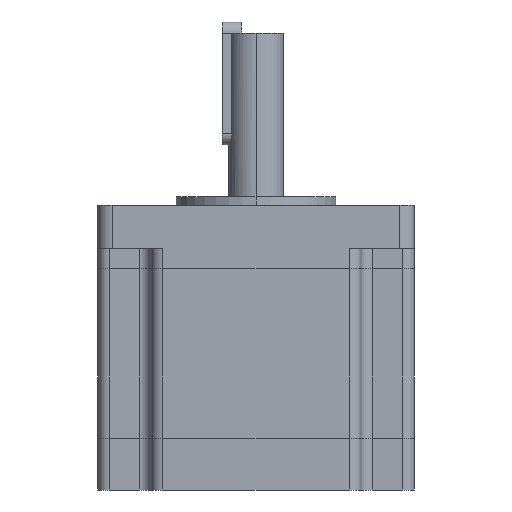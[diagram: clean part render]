
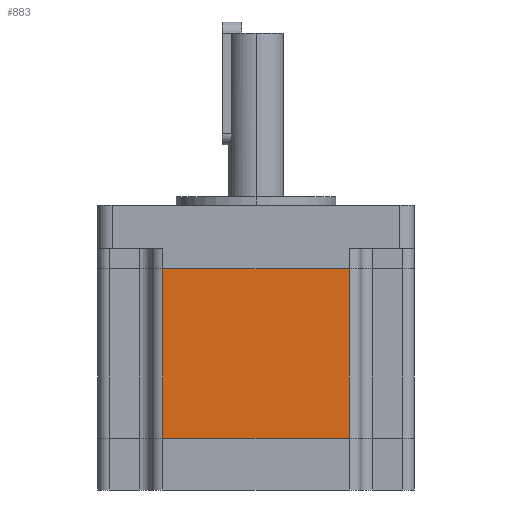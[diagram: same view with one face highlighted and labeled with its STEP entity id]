
A CAD part, left-side view. The second image highlights one B-rep face of the part: STEP entity #883.
In plain terms, the highlighted planar face has unit normal (-1, 0, 0).
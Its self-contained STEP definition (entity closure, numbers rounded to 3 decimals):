
#8 = EDGE_CURVE ( 'NONE', #3618, #3942, #826, .T. ) ;
#183 = CARTESIAN_POINT ( 'NONE',  ( -55., 32.5, 18. ) ) ;
#298 = PLANE ( 'NONE',  #761 ) ;
#446 = VECTOR ( 'NONE', #1465, 1000. ) ;
#478 = DIRECTION ( 'NONE',  ( 0., -1., 0. ) ) ;
#608 = CARTESIAN_POINT ( 'NONE',  ( -55., 32.5, 18. ) ) ;
#747 = ORIENTED_EDGE ( 'NONE', *, *, #2570, .T. ) ;
#761 = AXIS2_PLACEMENT_3D ( 'NONE', #1271, #3742, #1857 ) ;
#826 = LINE ( 'NONE', #3625, #3413 ) ;
#883 = ADVANCED_FACE ( 'NONE', ( #1542 ), #298, .F. ) ;
#1055 = CARTESIAN_POINT ( 'NONE',  ( -55., 32.5, 77. ) ) ;
#1071 = CARTESIAN_POINT ( 'NONE',  ( -55., -32.5, 18. ) ) ;
#1108 = VERTEX_POINT ( 'NONE', #608 ) ;
#1215 = ORIENTED_EDGE ( 'NONE', *, *, #8, .F. ) ;
#1271 = CARTESIAN_POINT ( 'NONE',  ( -55., -55., 18. ) ) ;
#1359 = ORIENTED_EDGE ( 'NONE', *, *, #2443, .T. ) ;
#1465 = DIRECTION ( 'NONE',  ( 0., 0., -1. ) ) ;
#1482 = LINE ( 'NONE', #183, #446 ) ;
#1542 = FACE_OUTER_BOUND ( 'NONE', #2737, .T. ) ;
#1563 = VECTOR ( 'NONE', #2028, 1000. ) ;
#1857 = DIRECTION ( 'NONE',  ( 0., 0., -1. ) ) ;
#2028 = DIRECTION ( 'NONE',  ( 0., 0., 1. ) ) ;
#2062 = DIRECTION ( 'NONE',  ( 0., -1., 0. ) ) ;
#2086 = EDGE_CURVE ( 'NONE', #1108, #3202, #3365, .T. ) ;
#2303 = LINE ( 'NONE', #1071, #1563 ) ;
#2443 = EDGE_CURVE ( 'NONE', #3202, #3942, #2303, .T. ) ;
#2570 = EDGE_CURVE ( 'NONE', #3618, #1108, #1482, .T. ) ;
#2686 = VECTOR ( 'NONE', #2062, 1000. ) ;
#2737 = EDGE_LOOP ( 'NONE', ( #2951, #1359, #1215, #747 ) ) ;
#2926 = CARTESIAN_POINT ( 'NONE',  ( -55., -32.5, 18. ) ) ;
#2951 = ORIENTED_EDGE ( 'NONE', *, *, #2086, .T. ) ;
#3202 = VERTEX_POINT ( 'NONE', #2926 ) ;
#3365 = LINE ( 'NONE', #3980, #2686 ) ;
#3413 = VECTOR ( 'NONE', #478, 1000. ) ;
#3524 = CARTESIAN_POINT ( 'NONE',  ( -55., -32.5, 77. ) ) ;
#3618 = VERTEX_POINT ( 'NONE', #1055 ) ;
#3625 = CARTESIAN_POINT ( 'NONE',  ( -55., -55., 77. ) ) ;
#3742 = DIRECTION ( 'NONE',  ( 1., 0., 0. ) ) ;
#3942 = VERTEX_POINT ( 'NONE', #3524 ) ;
#3980 = CARTESIAN_POINT ( 'NONE',  ( -55., -55., 18. ) ) ;
